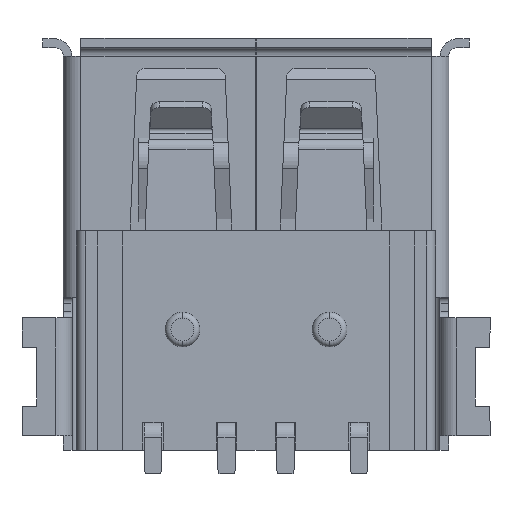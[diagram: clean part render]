
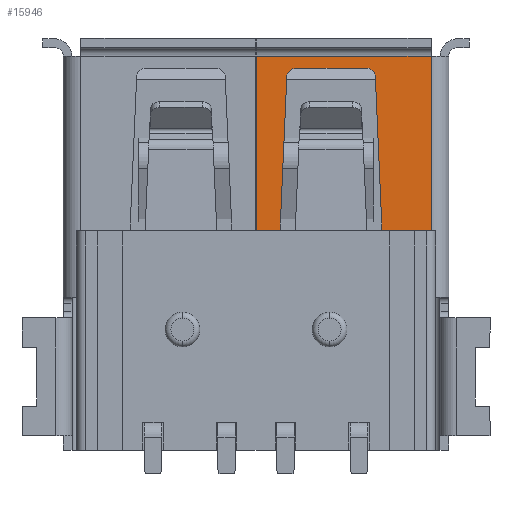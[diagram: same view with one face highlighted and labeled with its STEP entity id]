
A CAD part, front view. The second image highlights one B-rep face of the part: STEP entity #15946.
In plain terms, the highlighted planar face has unit normal (0, -1, 0).
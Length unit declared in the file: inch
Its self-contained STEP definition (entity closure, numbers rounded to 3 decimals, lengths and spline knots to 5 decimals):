
#511 = VERTEX_POINT ( 'NONE', #33175 ) ;
#989 = EDGE_CURVE ( 'NONE', #26029, #3810, #14441, .T. ) ;
#2458 = AXIS2_PLACEMENT_3D ( 'NONE', #23168, #31064, #20722 ) ;
#2940 = VERTEX_POINT ( 'NONE', #3628 ) ;
#3225 = AXIS2_PLACEMENT_3D ( 'NONE', #8134, #16243, #12918 ) ;
#3421 = DIRECTION ( 'NONE',  ( 0., 1., 0. ) ) ;
#3573 = VECTOR ( 'NONE', #23407, 39.37008 ) ;
#3628 = CARTESIAN_POINT ( 'NONE',  ( 0.02972, 0.04646, 0.2185 ) ) ;
#3810 = VERTEX_POINT ( 'NONE', #26106 ) ;
#3890 = VERTEX_POINT ( 'NONE', #7109 ) ;
#4668 = VECTOR ( 'NONE', #13338, 39.37008 ) ;
#4746 = VERTEX_POINT ( 'NONE', #27391 ) ;
#4973 = DIRECTION ( 'NONE',  ( -1., 0., 0. ) ) ;
#5101 = CIRCLE ( 'NONE', #27499, 0.00984 ) ;
#5285 = VERTEX_POINT ( 'NONE', #27048 ) ;
#5344 = ORIENTED_EDGE ( 'NONE', *, *, #31191, .T. ) ;
#5532 = EDGE_CURVE ( 'NONE', #26555, #3810, #22995, .T. ) ;
#6232 = DIRECTION ( 'NONE',  ( 1., 0., 0. ) ) ;
#6356 = FACE_BOUND ( 'NONE', #28262, .T. ) ;
#6634 = DIRECTION ( 'NONE',  ( -0.044, 0., 0.999 ) ) ;
#6905 = EDGE_CURVE ( 'NONE', #19516, #5285, #5101, .T. ) ;
#7074 = CARTESIAN_POINT ( 'NONE',  ( 0.23425, 0.04646, 0.54055 ) ) ;
#7109 = CARTESIAN_POINT ( 'NONE',  ( 0.23425, 0.04646, 0.2185 ) ) ;
#8005 = CARTESIAN_POINT ( 'NONE',  ( 0.14778, 0.04646, 0.5248 ) ) ;
#8134 = CARTESIAN_POINT ( 'NONE',  ( 0.04003, 0.04646, 0.26102 ) ) ;
#8146 = CARTESIAN_POINT ( 'NONE',  ( 0.25079, 0.04646, 0.2185 ) ) ;
#8157 = VECTOR ( 'NONE', #6232, 39.37008 ) ;
#8207 = CIRCLE ( 'NONE', #3225, 0.00984 ) ;
#8328 = ORIENTED_EDGE ( 'NONE', *, *, #989, .F. ) ;
#8496 = EDGE_CURVE ( 'NONE', #31913, #28806, #13684, .T. ) ;
#8498 = ORIENTED_EDGE ( 'NONE', *, *, #8496, .F. ) ;
#8545 = DIRECTION ( 'NONE',  ( 0.164, 0., 0.986 ) ) ;
#8634 = EDGE_CURVE ( 'NONE', #25121, #10776, #22673, .T. ) ;
#9139 = CARTESIAN_POINT ( 'NONE',  ( 1.08937, 0.04646, 0.20973 ) ) ;
#9262 = DIRECTION ( 'NONE',  ( 0., 0., -1. ) ) ;
#9450 = EDGE_CURVE ( 'NONE', #17890, #3890, #25663, .T. ) ;
#9644 = FACE_OUTER_BOUND ( 'NONE', #27428, .T. ) ;
#9975 = EDGE_CURVE ( 'NONE', #511, #5285, #28144, .T. ) ;
#10381 = DIRECTION ( 'NONE',  ( 0., 1., 0. ) ) ;
#10776 = VERTEX_POINT ( 'NONE', #32417 ) ;
#10802 = CARTESIAN_POINT ( 'NONE',  ( 0.14778, 0.04646, 0.5248 ) ) ;
#11658 = CARTESIAN_POINT ( 'NONE',  ( 0.0002, 0.04646, 0.54055 ) ) ;
#11737 = CARTESIAN_POINT ( 'NONE',  ( 0.0002, 0.04646, 0.54055 ) ) ;
#12171 = VECTOR ( 'NONE', #8545, 39.37008 ) ;
#12293 = CARTESIAN_POINT ( 'NONE',  ( 0.04003, 0.04646, 0.26102 ) ) ;
#12748 = VECTOR ( 'NONE', #9262, 39.37008 ) ;
#12918 = DIRECTION ( 'NONE',  ( -1., 0., 0. ) ) ;
#13338 = DIRECTION ( 'NONE',  ( -0.044, 0., -0.999 ) ) ;
#13684 = LINE ( 'NONE', #18410, #4668 ) ;
#13809 = VECTOR ( 'NONE', #16703, 39.37008 ) ;
#14441 = LINE ( 'NONE', #9139, #17405 ) ;
#14598 = PLANE ( 'NONE',  #33042 ) ;
#15185 = ORIENTED_EDGE ( 'NONE', *, *, #21220, .T. ) ;
#15899 = ORIENTED_EDGE ( 'NONE', *, *, #23672, .F. ) ;
#15946 = ADVANCED_FACE ( 'NONE', ( #6356, #9644 ), #14598, .F. ) ;
#16025 = CARTESIAN_POINT ( 'NONE',  ( 0.0302, 0.04646, 0.26145 ) ) ;
#16086 = LINE ( 'NONE', #8146, #32672 ) ;
#16225 = AXIS2_PLACEMENT_3D ( 'NONE', #24338, #3421, #19392 ) ;
#16243 = DIRECTION ( 'NONE',  ( 0., 1., 0. ) ) ;
#16428 = CARTESIAN_POINT ( 'NONE',  ( 1.08937, 0.04646, 0.54055 ) ) ;
#16703 = DIRECTION ( 'NONE',  ( 1., 0., 0. ) ) ;
#16824 = CARTESIAN_POINT ( 'NONE',  ( 0.17059, 0.04646, 0.26145 ) ) ;
#16827 = CARTESIAN_POINT ( 'NONE',  ( 0.15958, 0.04646, 0.51351 ) ) ;
#17055 = CARTESIAN_POINT ( 'NONE',  ( 1.08937, 0.04646, 0.2598 ) ) ;
#17405 = VECTOR ( 'NONE', #19894, 39.37008 ) ;
#17408 = DIRECTION ( 'NONE',  ( -1., 0., 0. ) ) ;
#17575 = DIRECTION ( 'NONE',  ( 0., 0., -1. ) ) ;
#17890 = VERTEX_POINT ( 'NONE', #7074 ) ;
#18281 = EDGE_CURVE ( 'NONE', #25121, #4746, #29674, .T. ) ;
#18410 = CARTESIAN_POINT ( 'NONE',  ( 0.04121, 0.04646, 0.51351 ) ) ;
#18583 = CARTESIAN_POINT ( 'NONE',  ( 0.04121, 0.04646, 0.51351 ) ) ;
#18599 = CARTESIAN_POINT ( 'NONE',  ( 0.02826, 0.04646, 0.20973 ) ) ;
#18741 = ORIENTED_EDGE ( 'NONE', *, *, #26584, .F. ) ;
#18896 = DIRECTION ( 'NONE',  ( 1., 0., 0. ) ) ;
#19002 = CIRCLE ( 'NONE', #16225, 0.01181 ) ;
#19392 = DIRECTION ( 'NONE',  ( -1., 0., 0. ) ) ;
#19516 = VERTEX_POINT ( 'NONE', #16824 ) ;
#19894 = DIRECTION ( 'NONE',  ( -1., 0., 0. ) ) ;
#20294 = ORIENTED_EDGE ( 'NONE', *, *, #18281, .F. ) ;
#20403 = VECTOR ( 'NONE', #6634, 39.37008 ) ;
#20420 = CARTESIAN_POINT ( 'NONE',  ( 0.23425, 0.04646, 0.70201 ) ) ;
#20722 = DIRECTION ( 'NONE',  ( -1., 0., 0. ) ) ;
#20890 = ORIENTED_EDGE ( 'NONE', *, *, #27235, .T. ) ;
#21220 = EDGE_CURVE ( 'NONE', #31913, #4746, #19002, .T. ) ;
#21520 = EDGE_CURVE ( 'NONE', #26029, #2940, #33339, .T. ) ;
#21526 = CARTESIAN_POINT ( 'NONE',  ( 0.03019, 0.04646, 0.26102 ) ) ;
#22253 = LINE ( 'NONE', #16428, #8157 ) ;
#22477 = ORIENTED_EDGE ( 'NONE', *, *, #5532, .T. ) ;
#22673 = CIRCLE ( 'NONE', #2458, 0.01181 ) ;
#22995 = LINE ( 'NONE', #11737, #12748 ) ;
#23034 = DIRECTION ( 'NONE',  ( 0., 1., 0. ) ) ;
#23152 = ORIENTED_EDGE ( 'NONE', *, *, #32342, .T. ) ;
#23168 = CARTESIAN_POINT ( 'NONE',  ( 0.14778, 0.04646, 0.51299 ) ) ;
#23407 = DIRECTION ( 'NONE',  ( -1., 0., 0. ) ) ;
#23672 = EDGE_CURVE ( 'NONE', #19516, #10776, #29688, .T. ) ;
#24338 = CARTESIAN_POINT ( 'NONE',  ( 0.05301, 0.04646, 0.51299 ) ) ;
#24581 = ORIENTED_EDGE ( 'NONE', *, *, #9450, .F. ) ;
#25121 = VERTEX_POINT ( 'NONE', #10802 ) ;
#25125 = ORIENTED_EDGE ( 'NONE', *, *, #21520, .T. ) ;
#25316 = DIRECTION ( 'NONE',  ( 0., 1., 0. ) ) ;
#25364 = CIRCLE ( 'NONE', #26508, 0.00984 ) ;
#25663 = LINE ( 'NONE', #20420, #33332 ) ;
#26029 = VERTEX_POINT ( 'NONE', #18599 ) ;
#26106 = CARTESIAN_POINT ( 'NONE',  ( 0.0002, 0.04646, 0.20973 ) ) ;
#26508 = AXIS2_PLACEMENT_3D ( 'NONE', #12293, #23034, #33721 ) ;
#26555 = VERTEX_POINT ( 'NONE', #11658 ) ;
#26584 = EDGE_CURVE ( 'NONE', #26555, #17890, #22253, .T. ) ;
#27048 = CARTESIAN_POINT ( 'NONE',  ( 0.15099, 0.04646, 0.2598 ) ) ;
#27235 = EDGE_CURVE ( 'NONE', #511, #32579, #8207, .T. ) ;
#27391 = CARTESIAN_POINT ( 'NONE',  ( 0.05301, 0.04646, 0.5248 ) ) ;
#27428 = EDGE_LOOP ( 'NONE', ( #8328, #25125, #23152, #24581, #18741, #22477 ) ) ;
#27499 = AXIS2_PLACEMENT_3D ( 'NONE', #32348, #10381, #4973 ) ;
#28144 = LINE ( 'NONE', #17055, #13809 ) ;
#28262 = EDGE_LOOP ( 'NONE', ( #20890, #5344, #8498, #15185, #20294, #29598, #15899, #33620, #32432 ) ) ;
#28327 = CARTESIAN_POINT ( 'NONE',  ( 1.08937, 0.04646, 0.21063 ) ) ;
#28806 = VERTEX_POINT ( 'NONE', #16025 ) ;
#29598 = ORIENTED_EDGE ( 'NONE', *, *, #8634, .T. ) ;
#29674 = LINE ( 'NONE', #8005, #3573 ) ;
#29688 = LINE ( 'NONE', #16827, #20403 ) ;
#30573 = CARTESIAN_POINT ( 'NONE',  ( 0.02972, 0.04646, 0.2185 ) ) ;
#31064 = DIRECTION ( 'NONE',  ( 0., 1., 0. ) ) ;
#31191 = EDGE_CURVE ( 'NONE', #32579, #28806, #25364, .T. ) ;
#31913 = VERTEX_POINT ( 'NONE', #18583 ) ;
#32342 = EDGE_CURVE ( 'NONE', #2940, #3890, #16086, .T. ) ;
#32348 = CARTESIAN_POINT ( 'NONE',  ( 0.16075, 0.04646, 0.26102 ) ) ;
#32417 = CARTESIAN_POINT ( 'NONE',  ( 0.15958, 0.04646, 0.51351 ) ) ;
#32432 = ORIENTED_EDGE ( 'NONE', *, *, #9975, .F. ) ;
#32579 = VERTEX_POINT ( 'NONE', #21526 ) ;
#32672 = VECTOR ( 'NONE', #18896, 39.37008 ) ;
#33042 = AXIS2_PLACEMENT_3D ( 'NONE', #28327, #25316, #17408 ) ;
#33175 = CARTESIAN_POINT ( 'NONE',  ( 0.0498, 0.04646, 0.2598 ) ) ;
#33332 = VECTOR ( 'NONE', #17575, 39.37008 ) ;
#33339 = LINE ( 'NONE', #30573, #12171 ) ;
#33620 = ORIENTED_EDGE ( 'NONE', *, *, #6905, .T. ) ;
#33721 = DIRECTION ( 'NONE',  ( -1., 0., 0. ) ) ;
